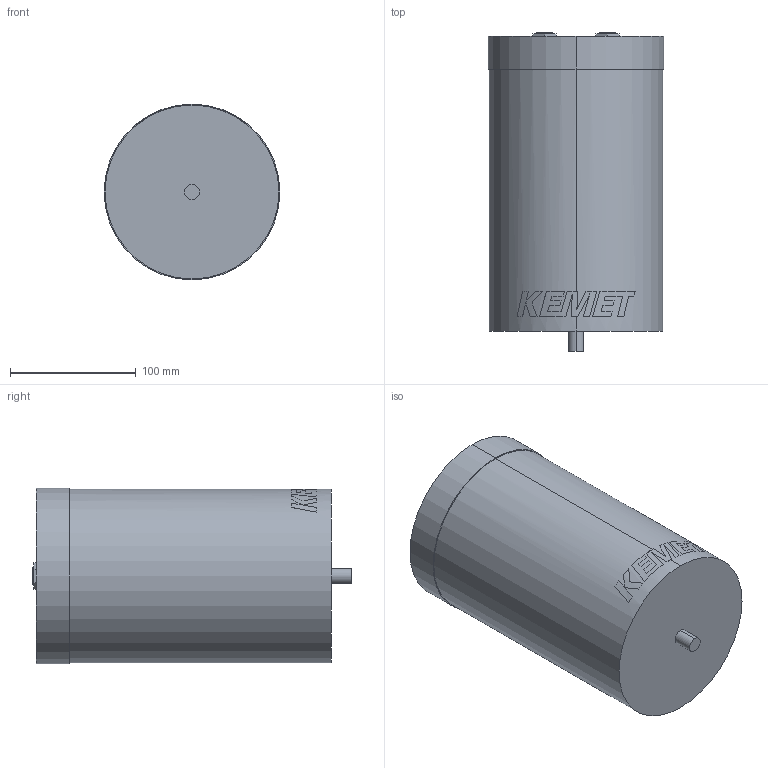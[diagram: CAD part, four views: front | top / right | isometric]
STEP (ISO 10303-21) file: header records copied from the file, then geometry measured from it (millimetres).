
FILE_DESCRIPTION (( 'STEP AP214' ), '1' );
FILE_NAME ('CFP_C44UMH_136X232_D138L234S50L1237D1139.5.STEP', '2021-02-26T17:45:13', ( '' ), ( '' ), 'SwSTEP 2.0', 'SolidWorks 2014', '' );
FILE_SCHEMA (( 'AUTOMOTIVE_DESIGN' ));
Length unit declared in the file: millimetre
Products named in the file (1): CFP_C44UMH_136X232_D138L234S50L1237D1139.5
Bounding box: 139.5 x 253 x 139.5 mm (x, y, z)
Volume: 3511148.4 mm3; surface area: 133460.3 mm2
Topology: 1 solids, 1 shells, 92 faces, 240 edges, 160 vertices
Faces by surface type: plane 44, bspline 31, cylinder 17
Entity records: 4059 total; most frequent: CARTESIAN_POINT 987, ORIENTED_EDGE 480, DIRECTION 325, EDGE_CURVE 240, VERTEX_POINT 160, AXIS2_PLACEMENT_3D 136, B_SPLINE_CURVE_WITH_KNOTS 113, EDGE_LOOP 102
